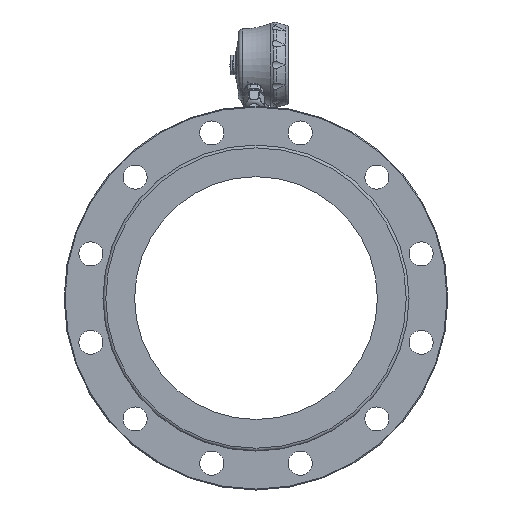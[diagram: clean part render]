
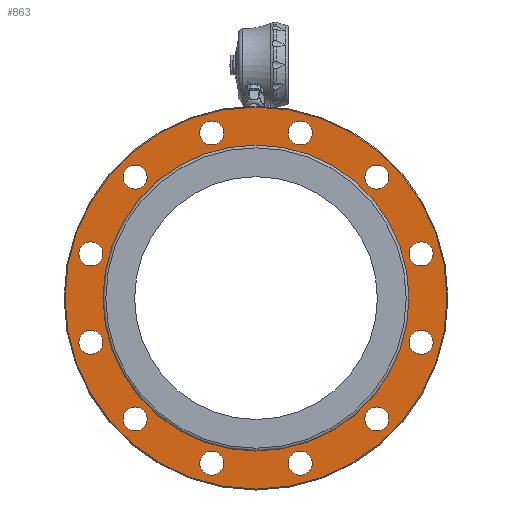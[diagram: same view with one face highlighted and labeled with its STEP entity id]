
A CAD part, front view. The second image highlights one B-rep face of the part: STEP entity #863.
In plain terms, the highlighted planar face has unit normal (0, -1, 0).
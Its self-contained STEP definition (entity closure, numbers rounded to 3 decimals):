
#863 = ADVANCED_FACE( '', ( #2135, #2136, #2137, #2138, #2139, #2140, #2141, #2142, #2143, #2144, #2145, #2146, #2147, #2148 ), #2149, .T. );
#2135 = FACE_OUTER_BOUND( '', #4085, .T. );
#2136 = FACE_BOUND( '', #4086, .T. );
#2137 = FACE_BOUND( '', #4087, .T. );
#2138 = FACE_BOUND( '', #4088, .T. );
#2139 = FACE_BOUND( '', #4089, .T. );
#2140 = FACE_BOUND( '', #4090, .T. );
#2141 = FACE_BOUND( '', #4091, .T. );
#2142 = FACE_BOUND( '', #4092, .T. );
#2143 = FACE_BOUND( '', #4093, .T. );
#2144 = FACE_BOUND( '', #4094, .T. );
#2145 = FACE_BOUND( '', #4095, .T. );
#2146 = FACE_BOUND( '', #4096, .T. );
#2147 = FACE_BOUND( '', #4097, .T. );
#2148 = FACE_BOUND( '', #4098, .T. );
#2149 = PLANE( '', #4099 );
#4085 = EDGE_LOOP( '', ( #7290 ) );
#4086 = EDGE_LOOP( '', ( #7291 ) );
#4087 = EDGE_LOOP( '', ( #7292 ) );
#4088 = EDGE_LOOP( '', ( #7293 ) );
#4089 = EDGE_LOOP( '', ( #7294 ) );
#4090 = EDGE_LOOP( '', ( #7295 ) );
#4091 = EDGE_LOOP( '', ( #7296 ) );
#4092 = EDGE_LOOP( '', ( #7297 ) );
#4093 = EDGE_LOOP( '', ( #7298 ) );
#4094 = EDGE_LOOP( '', ( #7299 ) );
#4095 = EDGE_LOOP( '', ( #7300 ) );
#4096 = EDGE_LOOP( '', ( #7301 ) );
#4097 = EDGE_LOOP( '', ( #7302 ) );
#4098 = EDGE_LOOP( '', ( #7303 ) );
#4099 = AXIS2_PLACEMENT_3D( '', #7304, #7305, #7306 );
#7290 = ORIENTED_EDGE( '', *, *, #11246, .T. );
#7291 = ORIENTED_EDGE( '', *, *, #11282, .F. );
#7292 = ORIENTED_EDGE( '', *, *, #11004, .F. );
#7293 = ORIENTED_EDGE( '', *, *, #11011, .F. );
#7294 = ORIENTED_EDGE( '', *, *, #11283, .F. );
#7295 = ORIENTED_EDGE( '', *, *, #11284, .F. );
#7296 = ORIENTED_EDGE( '', *, *, #10739, .F. );
#7297 = ORIENTED_EDGE( '', *, *, #11285, .F. );
#7298 = ORIENTED_EDGE( '', *, *, #11286, .F. );
#7299 = ORIENTED_EDGE( '', *, *, #11287, .F. );
#7300 = ORIENTED_EDGE( '', *, *, #11288, .F. );
#7301 = ORIENTED_EDGE( '', *, *, #11289, .F. );
#7302 = ORIENTED_EDGE( '', *, *, #11182, .F. );
#7303 = ORIENTED_EDGE( '', *, *, #10930, .F. );
#7304 = CARTESIAN_POINT( '', ( 0., -220., 162. ) );
#7305 = DIRECTION( '', ( 0., -1., 0. ) );
#7306 = DIRECTION( '', ( 0., 0., 1. ) );
#10739 = EDGE_CURVE( '', #12755, #12755, #12756, .T. );
#10930 = EDGE_CURVE( '', #13071, #13071, #13072, .T. );
#11004 = EDGE_CURVE( '', #13189, #13189, #13190, .T. );
#11011 = EDGE_CURVE( '', #13200, #13200, #13201, .T. );
#11182 = EDGE_CURVE( '', #13479, #13479, #13480, .T. );
#11246 = EDGE_CURVE( '', #13580, #13580, #13581, .T. );
#11282 = EDGE_CURVE( '', #13638, #13638, #13639, .T. );
#11283 = EDGE_CURVE( '', #13640, #13640, #13641, .T. );
#11284 = EDGE_CURVE( '', #13642, #13642, #13643, .T. );
#11285 = EDGE_CURVE( '', #13644, #13644, #13645, .T. );
#11286 = EDGE_CURVE( '', #13646, #13646, #13647, .T. );
#11287 = EDGE_CURVE( '', #13648, #13648, #13649, .T. );
#11288 = EDGE_CURVE( '', #13650, #13650, #13651, .T. );
#11289 = EDGE_CURVE( '', #13652, #13652, #13653, .T. );
#12755 = VERTEX_POINT( '', #16155 );
#12756 = CIRCLE( '', #16156, 12.7 );
#13071 = VERTEX_POINT( '', #16980 );
#13072 = CIRCLE( '', #16981, 162. );
#13189 = VERTEX_POINT( '', #17262 );
#13190 = CIRCLE( '', #17263, 12.7 );
#13200 = VERTEX_POINT( '', #17274 );
#13201 = CIRCLE( '', #17275, 12.7 );
#13479 = VERTEX_POINT( '', #18095 );
#13480 = CIRCLE( '', #18096, 12.7 );
#13580 = VERTEX_POINT( '', #18342 );
#13581 = CIRCLE( '', #18343, 202.2 );
#13638 = VERTEX_POINT( '', #18519 );
#13639 = CIRCLE( '', #18520, 12.7 );
#13640 = VERTEX_POINT( '', #18521 );
#13641 = CIRCLE( '', #18522, 12.7 );
#13642 = VERTEX_POINT( '', #18523 );
#13643 = CIRCLE( '', #18524, 12.7 );
#13644 = VERTEX_POINT( '', #18525 );
#13645 = CIRCLE( '', #18526, 12.7 );
#13646 = VERTEX_POINT( '', #18527 );
#13647 = CIRCLE( '', #18528, 12.7 );
#13648 = VERTEX_POINT( '', #18529 );
#13649 = CIRCLE( '', #18530, 12.7 );
#13650 = VERTEX_POINT( '', #18531 );
#13651 = CIRCLE( '', #18532, 12.7 );
#13652 = VERTEX_POINT( '', #18533 );
#13653 = CIRCLE( '', #18534, 12.7 );
#16155 = CARTESIAN_POINT( '', ( -34.146, -220., -174.833 ) );
#16156 = AXIS2_PLACEMENT_3D( '', #22071, #22072, #22073 );
#16980 = CARTESIAN_POINT( '', ( 0., -220., 162. ) );
#16981 = AXIS2_PLACEMENT_3D( '', #22295, #22296, #22297 );
#17262 = CARTESIAN_POINT( '', ( 168.483, -220., 57.845 ) );
#17263 = AXIS2_PLACEMENT_3D( '', #22367, #22368, #22369 );
#17274 = CARTESIAN_POINT( '', ( 174.833, -220., -34.146 ) );
#17275 = AXIS2_PLACEMENT_3D( '', #22380, #22381, #22382 );
#18095 = CARTESIAN_POINT( '', ( 34.146, -220., 174.833 ) );
#18096 = AXIS2_PLACEMENT_3D( '', #22606, #22607, #22608 );
#18342 = CARTESIAN_POINT( '', ( 0., -220., 202.2 ) );
#18343 = AXIS2_PLACEMENT_3D( '', #22694, #22695, #22696 );
#18519 = CARTESIAN_POINT( '', ( 116.988, -220., 134.336 ) );
#18520 = AXIS2_PLACEMENT_3D( '', #22736, #22737, #22738 );
#18521 = CARTESIAN_POINT( '', ( 134.336, -220., -116.988 ) );
#18522 = AXIS2_PLACEMENT_3D( '', #22739, #22740, #22741 );
#18523 = CARTESIAN_POINT( '', ( 57.845, -220., -168.483 ) );
#18524 = AXIS2_PLACEMENT_3D( '', #22742, #22743, #22744 );
#18525 = CARTESIAN_POINT( '', ( -116.988, -220., -134.336 ) );
#18526 = AXIS2_PLACEMENT_3D( '', #22745, #22746, #22747 );
#18527 = CARTESIAN_POINT( '', ( -168.483, -220., -57.845 ) );
#18528 = AXIS2_PLACEMENT_3D( '', #22748, #22749, #22750 );
#18529 = CARTESIAN_POINT( '', ( -174.833, -220., 34.146 ) );
#18530 = AXIS2_PLACEMENT_3D( '', #22751, #22752, #22753 );
#18531 = CARTESIAN_POINT( '', ( -134.336, -220., 116.988 ) );
#18532 = AXIS2_PLACEMENT_3D( '', #22754, #22755, #22756 );
#18533 = CARTESIAN_POINT( '', ( -57.845, -220., 168.483 ) );
#18534 = AXIS2_PLACEMENT_3D( '', #22757, #22758, #22759 );
#22071 = CARTESIAN_POINT( '', ( -46.846, -220., -174.833 ) );
#22072 = DIRECTION( '', ( 0., -1., 0. ) );
#22073 = DIRECTION( '', ( 1., 0., 0. ) );
#22295 = CARTESIAN_POINT( '', ( 0., -220., 0. ) );
#22296 = DIRECTION( '', ( 0., -1., 0. ) );
#22297 = DIRECTION( '', ( 0., 0., 1. ) );
#22367 = CARTESIAN_POINT( '', ( 174.833, -220., 46.846 ) );
#22368 = DIRECTION( '', ( 0., -1., 0. ) );
#22369 = DIRECTION( '', ( -0.5, 0., 0.866 ) );
#22380 = CARTESIAN_POINT( '', ( 174.833, -220., -46.846 ) );
#22381 = DIRECTION( '', ( 0., -1., 0. ) );
#22382 = DIRECTION( '', ( 0., 0., 1. ) );
#22606 = CARTESIAN_POINT( '', ( 46.846, -220., 174.833 ) );
#22607 = DIRECTION( '', ( 0., -1., 0. ) );
#22608 = DIRECTION( '', ( -1., 0., 0. ) );
#22694 = CARTESIAN_POINT( '', ( 0., -220., 0. ) );
#22695 = DIRECTION( '', ( 0., -1., 0. ) );
#22696 = DIRECTION( '', ( 0., 0., 1. ) );
#22736 = CARTESIAN_POINT( '', ( 127.986, -220., 127.986 ) );
#22737 = DIRECTION( '', ( 0., -1., 0. ) );
#22738 = DIRECTION( '', ( -0.866, 0., 0.5 ) );
#22739 = CARTESIAN_POINT( '', ( 127.986, -220., -127.986 ) );
#22740 = DIRECTION( '', ( 0., -1., 0. ) );
#22741 = DIRECTION( '', ( 0.5, 0., 0.866 ) );
#22742 = CARTESIAN_POINT( '', ( 46.846, -220., -174.833 ) );
#22743 = DIRECTION( '', ( 0., -1., 0. ) );
#22744 = DIRECTION( '', ( 0.866, 0., 0.5 ) );
#22745 = CARTESIAN_POINT( '', ( -127.986, -220., -127.986 ) );
#22746 = DIRECTION( '', ( 0., -1., 0. ) );
#22747 = DIRECTION( '', ( 0.866, 0., -0.5 ) );
#22748 = CARTESIAN_POINT( '', ( -174.833, -220., -46.846 ) );
#22749 = DIRECTION( '', ( 0., -1., 0. ) );
#22750 = DIRECTION( '', ( 0.5, 0., -0.866 ) );
#22751 = CARTESIAN_POINT( '', ( -174.833, -220., 46.846 ) );
#22752 = DIRECTION( '', ( 0., -1., 0. ) );
#22753 = DIRECTION( '', ( 0., 0., -1. ) );
#22754 = CARTESIAN_POINT( '', ( -127.986, -220., 127.986 ) );
#22755 = DIRECTION( '', ( 0., -1., 0. ) );
#22756 = DIRECTION( '', ( -0.5, 0., -0.866 ) );
#22757 = CARTESIAN_POINT( '', ( -46.846, -220., 174.833 ) );
#22758 = DIRECTION( '', ( 0., -1., 0. ) );
#22759 = DIRECTION( '', ( -0.866, 0., -0.5 ) );
